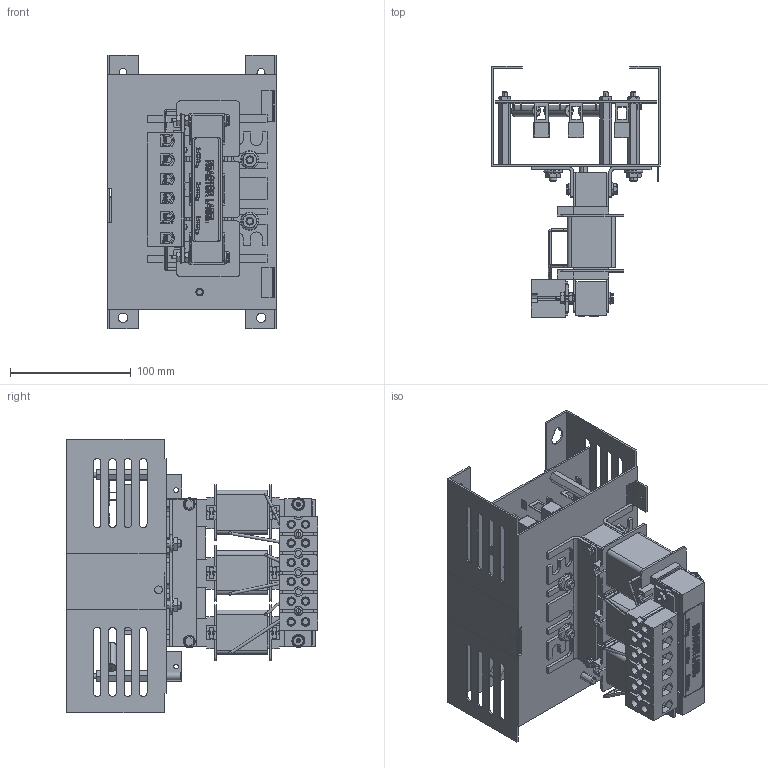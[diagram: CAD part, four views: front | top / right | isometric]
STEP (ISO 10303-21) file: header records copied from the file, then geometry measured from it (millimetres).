
FILE_DESCRIPTION (( 'STEP AP214' ), '1' );
FILE_NAME ('VTF 16A-27A r1 comb1.STEP', '2020-01-16T14:06:29', ( '' ), ( '' ), 'SwSTEP 2.0', 'SolidWorks 2017', '' );
FILE_SCHEMA (( 'AUTOMOTIVE_DESIGN' ));
Length unit declared in the file: inch
Products named in the file (1): VTF 16A-27A r1 comb1
Bounding box: 139.83 x 207.77 x 226.06 mm (x, y, z)
Volume: 747214.6 mm3; surface area: 473217.3 mm2
Topology: 56 solids, 60 shells, 3938 faces, 10400 edges, 6695 vertices
Faces by surface type: plane 2110, cylinder 1153, bspline 346, cone 257, torus 48, sphere 24
Entity records: 145029 total; most frequent: CARTESIAN_POINT 48526, ORIENTED_EDGE 20728, DIRECTION 18042, EDGE_CURVE 10364, VERTEX_POINT 6695, VECTOR 6340, LINE 6340, AXIS2_PLACEMENT_3D 5851
